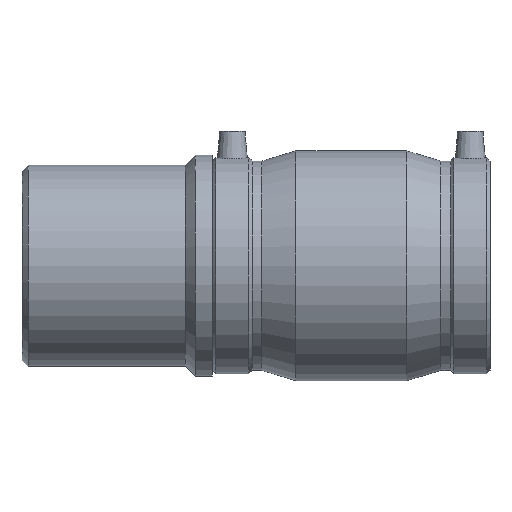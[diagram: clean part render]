
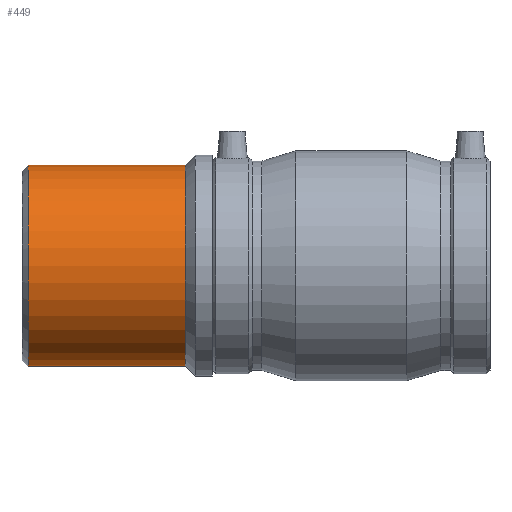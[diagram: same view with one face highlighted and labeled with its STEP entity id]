
A CAD part, top view. The second image highlights one B-rep face of the part: STEP entity #449.
In plain terms, the highlighted cylindrical face has radius 59 mm (diameter 118 mm), a full revolution.
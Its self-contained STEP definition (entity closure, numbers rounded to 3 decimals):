
#31=CYLINDRICAL_SURFACE('',#502,59.);
#51=FACE_BOUND('',#142,.T.);
#94=FACE_OUTER_BOUND('',#141,.T.);
#141=EDGE_LOOP('',(#354));
#142=EDGE_LOOP('',(#355));
#219=CIRCLE('',#493,59.);
#223=CIRCLE('',#499,59.);
#260=VERTEX_POINT('',#748);
#264=VERTEX_POINT('',#758);
#303=EDGE_CURVE('',#260,#260,#219,.T.);
#307=EDGE_CURVE('',#264,#264,#223,.T.);
#354=ORIENTED_EDGE('',*,*,#303,.F.);
#355=ORIENTED_EDGE('',*,*,#307,.F.);
#449=ADVANCED_FACE('',(#94,#51),#31,.T.);
#493=AXIS2_PLACEMENT_3D('',#749,#580,#581);
#499=AXIS2_PLACEMENT_3D('',#759,#592,#593);
#502=AXIS2_PLACEMENT_3D('',#763,#598,#599);
#580=DIRECTION('center_axis',(1.,0.,0.));
#581=DIRECTION('ref_axis',(0.,0.,-1.));
#592=DIRECTION('center_axis',(-1.,0.,0.));
#593=DIRECTION('ref_axis',(0.,-1.,0.));
#598=DIRECTION('center_axis',(1.,0.,0.));
#599=DIRECTION('ref_axis',(0.,1.,0.));
#748=CARTESIAN_POINT('',(-97.5,59.,0.));
#749=CARTESIAN_POINT('Origin',(-97.5,0.,0.));
#758=CARTESIAN_POINT('',(-189.96,59.,0.));
#759=CARTESIAN_POINT('Origin',(-189.96,0.,0.));
#763=CARTESIAN_POINT('Origin',(-145.5,0.,0.));
